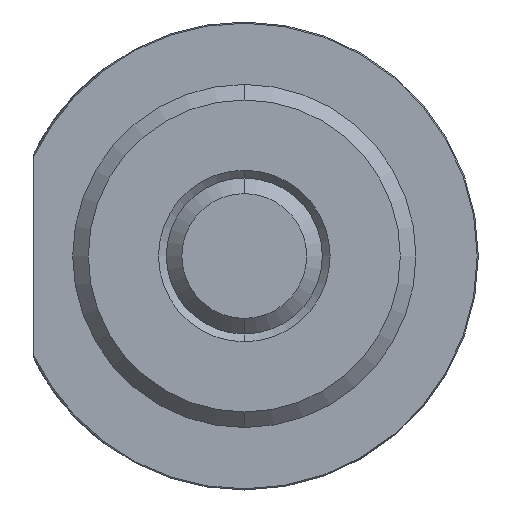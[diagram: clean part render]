
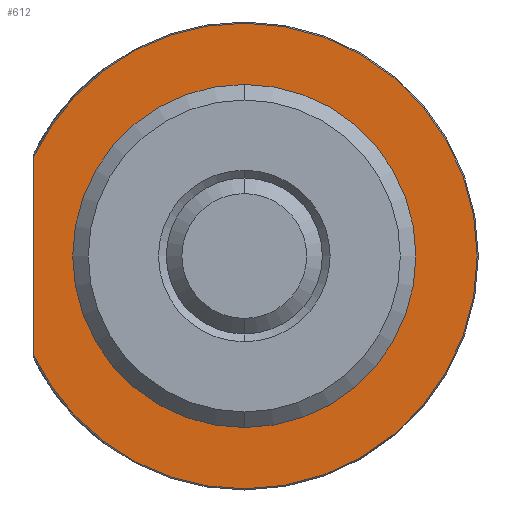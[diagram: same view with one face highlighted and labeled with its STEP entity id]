
A CAD part, left-side view. The second image highlights one B-rep face of the part: STEP entity #612.
In plain terms, the highlighted planar face has unit normal (-1, 0, 0).
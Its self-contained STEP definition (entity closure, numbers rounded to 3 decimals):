
#86 = FACE_OUTER_BOUND ( 'NONE', #2465, .T. ) ;
#91 = FACE_BOUND ( 'NONE', #2480, .T. ) ;
#342 = CIRCLE ( 'NONE', #3134, 11. ) ;
#345 = CIRCLE ( 'NONE', #3135, 14.927 ) ;
#483 = VECTOR ( 'NONE', #2138, 1000. ) ;
#485 = LINE ( 'NONE', #2131, #483 ) ;
#498 = CIRCLE ( 'NONE', #3196, 11. ) ;
#539 = CIRCLE ( 'NONE', #3208, 14.927 ) ;
#541 = CIRCLE ( 'NONE', #3209, 14.927 ) ;
#612 = ADVANCED_FACE ( 'NONE', ( #86, #91 ), #1076, .F. ) ;
#740 = CARTESIAN_POINT ( 'NONE',  ( 22., 0., 0. ) ) ;
#741 = DIRECTION ( 'NONE',  ( -1., 0., 0. ) ) ;
#742 = DIRECTION ( 'NONE',  ( 0., 0., -1. ) ) ;
#746 = CARTESIAN_POINT ( 'NONE',  ( 22., 0., 0. ) ) ;
#747 = DIRECTION ( 'NONE',  ( -1., 0., 0. ) ) ;
#748 = DIRECTION ( 'NONE',  ( 0., 0., -1. ) ) ;
#851 = VERTEX_POINT ( 'NONE', #1385 ) ;
#860 = VERTEX_POINT ( 'NONE', #1394 ) ;
#866 = VERTEX_POINT ( 'NONE', #1400 ) ;
#872 = VERTEX_POINT ( 'NONE', #1406 ) ;
#889 = VERTEX_POINT ( 'NONE', #1423 ) ;
#929 = VERTEX_POINT ( 'NONE', #1463 ) ;
#1075 = CARTESIAN_POINT ( 'NONE',  ( 22., 11., 0. ) ) ;
#1076 = PLANE ( 'NONE',  #2811 ) ;
#1077 = DIRECTION ( 'NONE',  ( 1., 0., 0. ) ) ;
#1078 = DIRECTION ( 'NONE',  ( 0., 0., -1. ) ) ;
#1385 = CARTESIAN_POINT ( 'NONE',  ( 22., 0., -11. ) ) ;
#1394 = CARTESIAN_POINT ( 'NONE',  ( 22., 0., 14.927 ) ) ;
#1400 = CARTESIAN_POINT ( 'NONE',  ( 22., 0., 11. ) ) ;
#1406 = CARTESIAN_POINT ( 'NONE',  ( 22., 0., -14.927 ) ) ;
#1423 = CARTESIAN_POINT ( 'NONE',  ( 22., 13.5, 6.37 ) ) ;
#1463 = CARTESIAN_POINT ( 'NONE',  ( 22., 13.5, -6.37 ) ) ;
#1666 = CARTESIAN_POINT ( 'NONE',  ( 22., 0., 0. ) ) ;
#1668 = DIRECTION ( 'NONE',  ( -1., 0., 0. ) ) ;
#1669 = DIRECTION ( 'NONE',  ( 0., 0., 1. ) ) ;
#1703 = CARTESIAN_POINT ( 'NONE',  ( 22., 0., 0. ) ) ;
#1705 = DIRECTION ( 'NONE',  ( -1., 0., 0. ) ) ;
#1706 = DIRECTION ( 'NONE',  ( 0., 0., -1. ) ) ;
#2131 = CARTESIAN_POINT ( 'NONE',  ( 22., 13.5, 0. ) ) ;
#2138 = DIRECTION ( 'NONE',  ( 0., 0., -1. ) ) ;
#2149 = CARTESIAN_POINT ( 'NONE',  ( 22., 0., 0. ) ) ;
#2154 = DIRECTION ( 'NONE',  ( -1., 0., 0. ) ) ;
#2155 = DIRECTION ( 'NONE',  ( 0., 0., 1. ) ) ;
#2286 = ORIENTED_EDGE ( 'NONE', *, *, #3051, .T. ) ;
#2293 = ORIENTED_EDGE ( 'NONE', *, *, #3024, .F. ) ;
#2298 = ORIENTED_EDGE ( 'NONE', *, *, #3017, .T. ) ;
#2303 = ORIENTED_EDGE ( 'NONE', *, *, #3053, .T. ) ;
#2304 = ORIENTED_EDGE ( 'NONE', *, *, #2900, .T. ) ;
#2329 = ORIENTED_EDGE ( 'NONE', *, *, #2896, .F. ) ;
#2465 = EDGE_LOOP ( 'NONE', ( #2304, #2303, #2286, #2298 ) ) ;
#2480 = EDGE_LOOP ( 'NONE', ( #2293, #2329 ) ) ;
#2811 = AXIS2_PLACEMENT_3D ( 'NONE', #1075, #1077, #1078 ) ;
#2896 = EDGE_CURVE ( 'NONE', #851, #866, #342, .T. ) ;
#2900 = EDGE_CURVE ( 'NONE', #929, #872, #345, .T. ) ;
#3017 = EDGE_CURVE ( 'NONE', #889, #929, #485, .T. ) ;
#3024 = EDGE_CURVE ( 'NONE', #866, #851, #498, .T. ) ;
#3051 = EDGE_CURVE ( 'NONE', #860, #889, #539, .T. ) ;
#3053 = EDGE_CURVE ( 'NONE', #872, #860, #541, .T. ) ;
#3134 = AXIS2_PLACEMENT_3D ( 'NONE', #1666, #1668, #1669 ) ;
#3135 = AXIS2_PLACEMENT_3D ( 'NONE', #1703, #1705, #1706 ) ;
#3196 = AXIS2_PLACEMENT_3D ( 'NONE', #2149, #2154, #2155 ) ;
#3208 = AXIS2_PLACEMENT_3D ( 'NONE', #740, #741, #742 ) ;
#3209 = AXIS2_PLACEMENT_3D ( 'NONE', #746, #747, #748 ) ;
